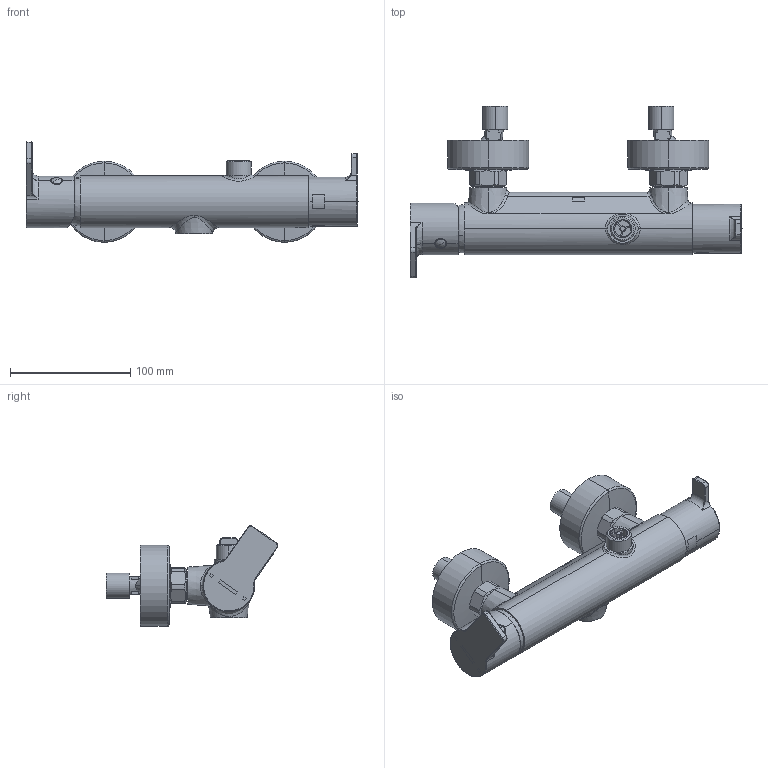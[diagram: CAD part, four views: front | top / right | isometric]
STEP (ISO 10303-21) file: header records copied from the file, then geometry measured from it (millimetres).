
FILE_DESCRIPTION (( 'STEP AP214' ), '1' );
FILE_NAME ('94DP06820.STEP', '2023-06-01T06:22:19', ( '' ), ( '' ), 'SwSTEP 2.0', 'SolidWorks 2021', '' );
FILE_SCHEMA (( 'AUTOMOTIVE_DESIGN' ));
Length unit declared in the file: millimetre
Products named in the file (1): 94DP06820
Bounding box: 276.23 x 143.09 x 83.69 mm (x, y, z)
Volume: 240507.6 mm3; surface area: 166571.7 mm2
Topology: 15 solids, 15 shells, 1141 faces, 2935 edges, 1849 vertices
Faces by surface type: plane 416, cylinder 384, bspline 142, cone 135, torus 52, sphere 12
Entity records: 67619 total; most frequent: CARTESIAN_POINT 29158, ORIENTED_EDGE 5820, DIRECTION 4766, EDGE_CURVE 2910, VERTEX_POINT 1841, AXIS2_PLACEMENT_3D 1790, EDGE_LOOP 1223, LINE 1186
